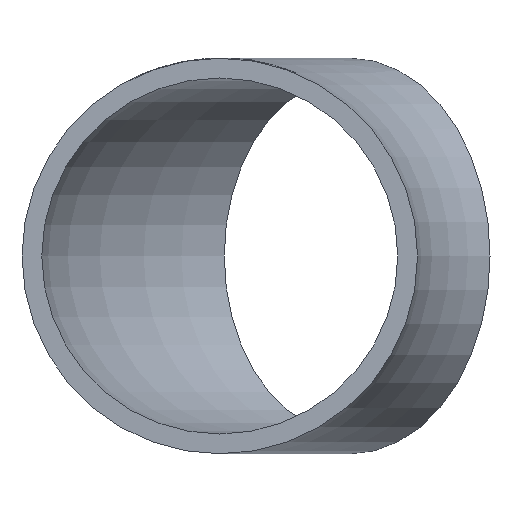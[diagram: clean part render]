
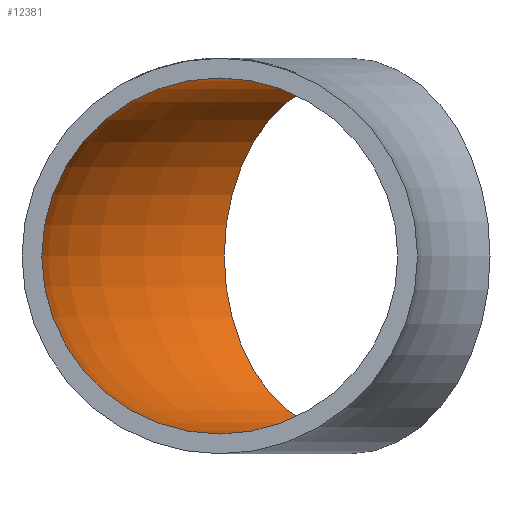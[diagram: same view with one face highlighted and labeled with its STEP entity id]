
A CAD part, front view. The second image highlights one B-rep face of the part: STEP entity #12381.
In plain terms, the highlighted toroidal (fillet/blend) face has major radius 45 mm and minor radius 18 mm.
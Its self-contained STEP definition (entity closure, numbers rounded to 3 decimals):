
#338 = EDGE_LOOP ( 'NONE', ( #622 ) ) ;
#622 = ORIENTED_EDGE ( 'NONE', *, *, #14993, .T. ) ;
#2911 = VERTEX_POINT ( 'NONE', #14751 ) ;
#3177 = CARTESIAN_POINT ( 'NONE',  ( -45., 0., 0. ) ) ;
#3205 = DIRECTION ( 'NONE',  ( -1., 0., 0. ) ) ;
#3276 = AXIS2_PLACEMENT_3D ( 'NONE', #14490, #4034, #9276 ) ;
#3286 = ORIENTED_EDGE ( 'NONE', *, *, #4495, .F. ) ;
#3324 = DIRECTION ( 'NONE',  ( 0., 1., 0. ) ) ;
#4034 = DIRECTION ( 'NONE',  ( 0.707, 0.707, 0. ) ) ;
#4495 = EDGE_CURVE ( 'NONE', #2911, #2911, #13247, .T. ) ;
#5517 = DIRECTION ( 'NONE',  ( 0., 0., -1. ) ) ;
#7995 = DIRECTION ( 'NONE',  ( 0., 0., 1. ) ) ;
#8654 = EDGE_LOOP ( 'NONE', ( #3286 ) ) ;
#9024 = CARTESIAN_POINT ( 'NONE',  ( 0., 0., 0. ) ) ;
#9276 = DIRECTION ( 'NONE',  ( -0.707, 0.707, 0. ) ) ;
#9591 = TOROIDAL_SURFACE ( 'NONE', #14459, 45., 18. ) ;
#9783 = FACE_OUTER_BOUND ( 'NONE', #338, .T. ) ;
#9860 = CIRCLE ( 'NONE', #3276, 18. ) ;
#10179 = CARTESIAN_POINT ( 'NONE',  ( -44.548, 44.548, 0. ) ) ;
#11008 = VERTEX_POINT ( 'NONE', #10179 ) ;
#12381 = ADVANCED_FACE ( 'NONE', ( #9783, #14435 ), #9591, .F. ) ;
#13247 = CIRCLE ( 'NONE', #14954, 18. ) ;
#14435 = FACE_OUTER_BOUND ( 'NONE', #8654, .T. ) ;
#14459 = AXIS2_PLACEMENT_3D ( 'NONE', #9024, #5517, #3205 ) ;
#14490 = CARTESIAN_POINT ( 'NONE',  ( -31.82, 31.82, 0. ) ) ;
#14751 = CARTESIAN_POINT ( 'NONE',  ( -45., 0., 18. ) ) ;
#14954 = AXIS2_PLACEMENT_3D ( 'NONE', #3177, #3324, #7995 ) ;
#14993 = EDGE_CURVE ( 'NONE', #11008, #11008, #9860, .T. ) ;
